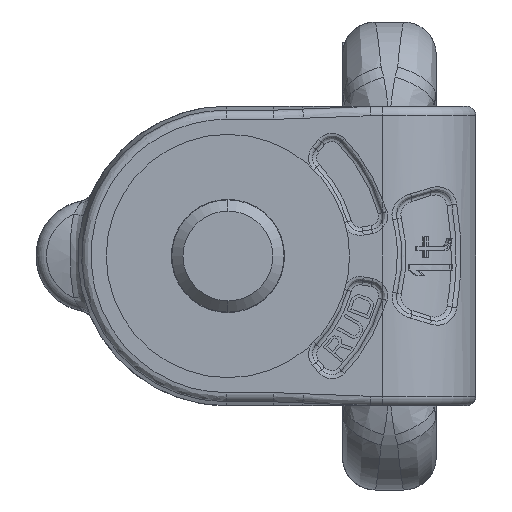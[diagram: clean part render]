
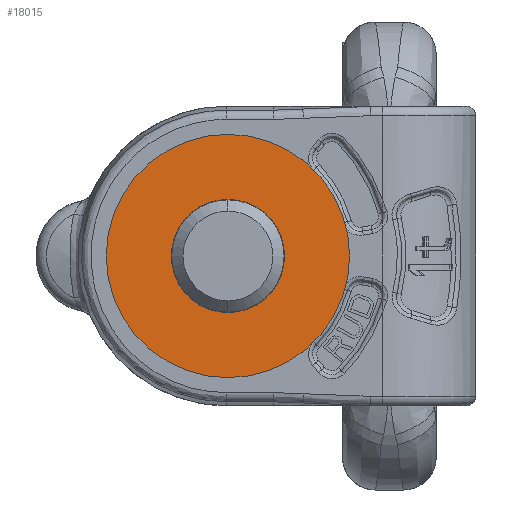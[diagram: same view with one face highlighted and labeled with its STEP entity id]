
A CAD part, front view. The second image highlights one B-rep face of the part: STEP entity #18015.
In plain terms, the highlighted planar face has unit normal (0, -1, 0).
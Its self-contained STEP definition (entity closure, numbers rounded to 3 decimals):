
#5131=CARTESIAN_POINT('',(-29.5,-4.45,0.));
#5132=DIRECTION('',(0.,1.,0.));
#5133=DIRECTION('',(1.,0.,0.));
#5134=AXIS2_PLACEMENT_3D('',#5131,#5132,#5133);
#5136=CARTESIAN_POINT('',(-29.5,-4.45,0.));
#5137=DIRECTION('',(0.,1.,0.));
#5138=DIRECTION('',(-1.,0.,0.));
#5139=AXIS2_PLACEMENT_3D('',#5136,#5137,#5138);
#5149=CARTESIAN_POINT('',(-29.5,-4.45,0.));
#5150=DIRECTION('',(0.,1.,0.));
#5151=DIRECTION('',(1.,0.,0.));
#5152=AXIS2_PLACEMENT_3D('',#5149,#5150,#5151);
#5154=CARTESIAN_POINT('',(-29.5,-4.45,0.));
#5155=DIRECTION('',(0.,-1.,0.));
#5156=DIRECTION('',(1.,0.,0.));
#5157=AXIS2_PLACEMENT_3D('',#5154,#5155,#5156);
#8192=CARTESIAN_POINT('',(-16.5,-4.45,0.));
#8194=VERTEX_POINT('',#8192);
#8200=CARTESIAN_POINT('',(-42.5,-4.45,0.));
#8202=VERTEX_POINT('',#8200);
#8224=CARTESIAN_POINT('',(-23.45,-4.45,0.));
#8225=CARTESIAN_POINT('',(-35.55,-4.45,0.));
#8226=VERTEX_POINT('',#8224);
#8227=VERTEX_POINT('',#8225);
#18000=CARTESIAN_POINT('',(-29.5,-4.45,0.));
#18001=DIRECTION('',(0.,-1.,0.));
#18002=DIRECTION('',(-1.,0.,0.));
#18003=AXIS2_PLACEMENT_3D('',#18000,#18001,#18002);
#18004=PLANE('',#18003);
#18006=ORIENTED_EDGE('',*,*,#18005,.T.);
#18008=ORIENTED_EDGE('',*,*,#18007,.F.);
#18009=EDGE_LOOP('',(#18006,#18008));
#18010=FACE_OUTER_BOUND('',#18009,.F.);
#18011=ORIENTED_EDGE('',*,*,#17979,.F.);
#18012=ORIENTED_EDGE('',*,*,#17993,.F.);
#18013=EDGE_LOOP('',(#18011,#18012));
#18014=FACE_BOUND('',#18013,.F.);
#18015=ADVANCED_FACE('',(#18010,#18014),#18004,.T.);
#5135=CIRCLE('',#5134,6.05);
#5140=CIRCLE('',#5139,6.05);
#5153=CIRCLE('',#5152,13.);
#5158=CIRCLE('',#5157,13.);
#17979=EDGE_CURVE('',#8226,#8227,#5135,.T.);
#17993=EDGE_CURVE('',#8227,#8226,#5140,.T.);
#18005=EDGE_CURVE('',#8194,#8202,#5153,.T.);
#18007=EDGE_CURVE('',#8194,#8202,#5158,.T.);
